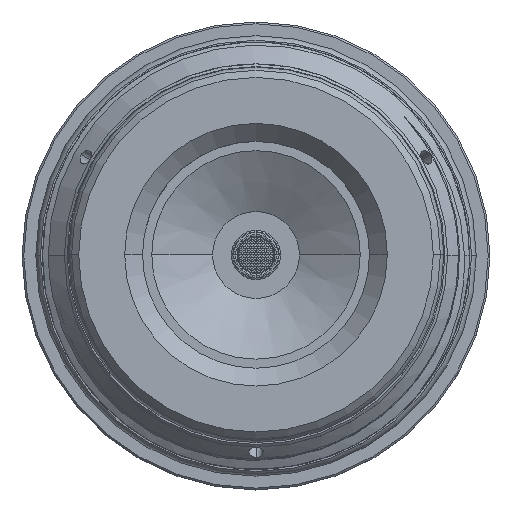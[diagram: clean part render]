
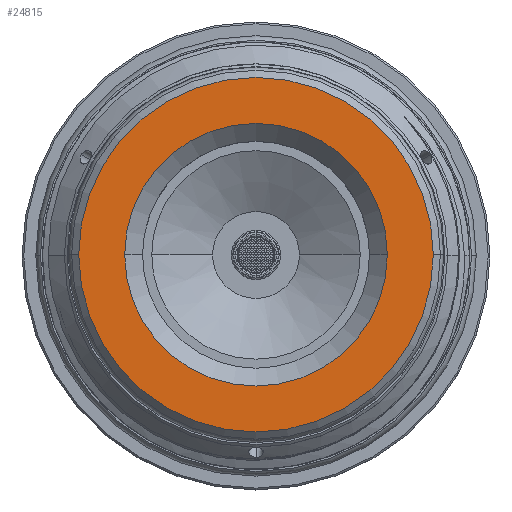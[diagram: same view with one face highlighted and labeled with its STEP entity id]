
A CAD part, top view. The second image highlights one B-rep face of the part: STEP entity #24815.
In plain terms, the highlighted planar face has unit normal (0, 0, 1).
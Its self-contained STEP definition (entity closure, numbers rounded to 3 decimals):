
#2965 = FACE_OUTER_BOUND ( 'NONE', #41689, .T. ) ;
#2974 = FACE_BOUND ( 'NONE', #8939, .T. ) ;
#4700 = CARTESIAN_POINT ( 'NONE',  ( 0., 0., 162.833 ) ) ;
#4703 = PLANE ( 'NONE',  #64751 ) ;
#4705 = DIRECTION ( 'NONE',  ( 0., 0., -1. ) ) ;
#4706 = DIRECTION ( 'NONE',  ( -1., 0., 0. ) ) ;
#8939 = EDGE_LOOP ( 'NONE', ( #61276, #61277 ) ) ;
#15016 = CARTESIAN_POINT ( 'NONE',  ( 19.84, 0., 162.833 ) ) ;
#20328 = CIRCLE ( 'NONE', #65288, 19.84 ) ;
#20363 = CIRCLE ( 'NONE', #65296, 14.7 ) ;
#24815 = ADVANCED_FACE ( 'NONE', ( #2974, #2965 ), #4703, .F. ) ;
#27076 = VERTEX_POINT ( 'NONE', #15016 ) ;
#41689 = EDGE_LOOP ( 'NONE', ( #61278, #61279 ) ) ;
#43290 = CARTESIAN_POINT ( 'NONE',  ( 0., 0., 162.833 ) ) ;
#43292 = DIRECTION ( 'NONE',  ( 0., 0., -1. ) ) ;
#43293 = DIRECTION ( 'NONE',  ( -1., 0., 0. ) ) ;
#43548 = CARTESIAN_POINT ( 'NONE',  ( 0., 0., 162.833 ) ) ;
#43549 = DIRECTION ( 'NONE',  ( 0., 0., -1. ) ) ;
#43550 = DIRECTION ( 'NONE',  ( -1., 0., 0. ) ) ;
#45019 = CIRCLE ( 'NONE', #65631, 14.7 ) ;
#45021 = CIRCLE ( 'NONE', #65633, 19.84 ) ;
#47844 = EDGE_CURVE ( 'NONE', #62505, #27076, #20328, .T. ) ;
#47935 = EDGE_CURVE ( 'NONE', #51608, #52156, #20363, .T. ) ;
#50175 = EDGE_CURVE ( 'NONE', #52156, #51608, #45019, .T. ) ;
#50192 = EDGE_CURVE ( 'NONE', #27076, #62505, #45021, .T. ) ;
#51608 = VERTEX_POINT ( 'NONE', #59555 ) ;
#52156 = VERTEX_POINT ( 'NONE', #59947 ) ;
#58677 = CARTESIAN_POINT ( 'NONE',  ( 0., 0., 162.833 ) ) ;
#58678 = DIRECTION ( 'NONE',  ( 0., 0., -1. ) ) ;
#58679 = DIRECTION ( 'NONE',  ( -1., 0., 0. ) ) ;
#58771 = CARTESIAN_POINT ( 'NONE',  ( 0., 0., 162.833 ) ) ;
#58772 = DIRECTION ( 'NONE',  ( 0., 0., -1. ) ) ;
#58773 = DIRECTION ( 'NONE',  ( -1., 0., 0. ) ) ;
#59555 = CARTESIAN_POINT ( 'NONE',  ( 14.7, 0., 162.833 ) ) ;
#59947 = CARTESIAN_POINT ( 'NONE',  ( -14.7, 0., 162.833 ) ) ;
#60256 = CARTESIAN_POINT ( 'NONE',  ( -19.84, 0., 162.833 ) ) ;
#61276 = ORIENTED_EDGE ( 'NONE', *, *, #47935, .T. ) ;
#61277 = ORIENTED_EDGE ( 'NONE', *, *, #50175, .T. ) ;
#61278 = ORIENTED_EDGE ( 'NONE', *, *, #47844, .F. ) ;
#61279 = ORIENTED_EDGE ( 'NONE', *, *, #50192, .F. ) ;
#62505 = VERTEX_POINT ( 'NONE', #60256 ) ;
#64751 = AXIS2_PLACEMENT_3D ( 'NONE', #4700, #4705, #4706 ) ;
#65288 = AXIS2_PLACEMENT_3D ( 'NONE', #43290, #43292, #43293 ) ;
#65296 = AXIS2_PLACEMENT_3D ( 'NONE', #43548, #43549, #43550 ) ;
#65631 = AXIS2_PLACEMENT_3D ( 'NONE', #58677, #58678, #58679 ) ;
#65633 = AXIS2_PLACEMENT_3D ( 'NONE', #58771, #58772, #58773 ) ;
